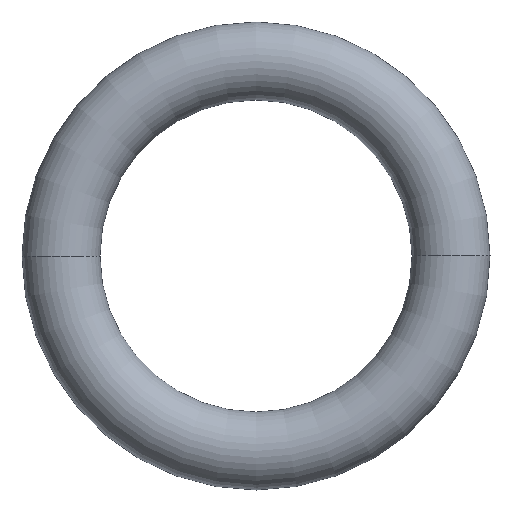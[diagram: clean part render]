
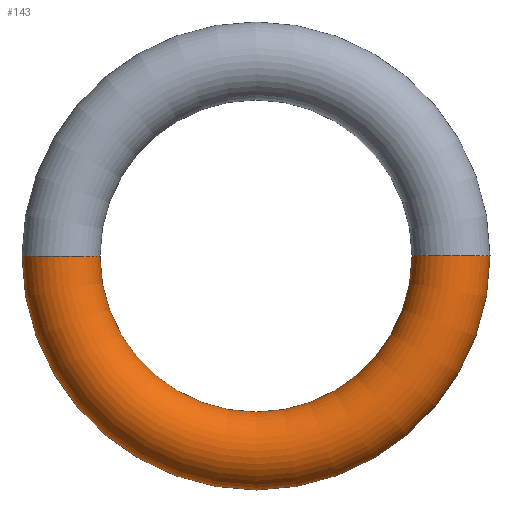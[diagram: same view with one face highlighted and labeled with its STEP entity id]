
A CAD part, left-side view. The second image highlights one B-rep face of the part: STEP entity #143.
In plain terms, the highlighted toroidal (fillet/blend) face has major radius 5 mm and minor radius 1 mm.
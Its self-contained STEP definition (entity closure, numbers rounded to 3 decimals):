
#4 = EDGE_CURVE ( 'NONE', #75, #118, #51, .T. ) ;
#21 = CARTESIAN_POINT ( 'NONE',  ( -9., -4., 0. ) ) ;
#23 = TOROIDAL_SURFACE ( 'NONE', #110, 5., 1. ) ;
#33 = CARTESIAN_POINT ( 'NONE',  ( -9., 6., 0. ) ) ;
#36 = AXIS2_PLACEMENT_3D ( 'NONE', #48, #182, #102 ) ;
#37 = EDGE_CURVE ( 'NONE', #118, #186, #44, .T. ) ;
#44 = CIRCLE ( 'NONE', #73, 6. ) ;
#46 = EDGE_CURVE ( 'NONE', #75, #169, #151, .T. ) ;
#47 = DIRECTION ( 'NONE',  ( 0., 0., 1. ) ) ;
#48 = CARTESIAN_POINT ( 'NONE',  ( -9., 5., 0. ) ) ;
#51 = CIRCLE ( 'NONE', #162, 1. ) ;
#56 = CIRCLE ( 'NONE', #36, 1. ) ;
#59 = DIRECTION ( 'NONE',  ( 0., 1., 0. ) ) ;
#67 = DIRECTION ( 'NONE',  ( 1., 0., 0. ) ) ;
#68 = EDGE_CURVE ( 'NONE', #169, #186, #56, .T. ) ;
#70 = DIRECTION ( 'NONE',  ( 1., 0., 0. ) ) ;
#72 = CARTESIAN_POINT ( 'NONE',  ( -9., 0., 0. ) ) ;
#73 = AXIS2_PLACEMENT_3D ( 'NONE', #168, #67, #59 ) ;
#75 = VERTEX_POINT ( 'NONE', #21 ) ;
#77 = ORIENTED_EDGE ( 'NONE', *, *, #4, .F. ) ;
#87 = CARTESIAN_POINT ( 'NONE',  ( -9., -5., 0. ) ) ;
#89 = DIRECTION ( 'NONE',  ( 0., 1., 0. ) ) ;
#94 = ORIENTED_EDGE ( 'NONE', *, *, #68, .T. ) ;
#101 = CARTESIAN_POINT ( 'NONE',  ( -9., -6., 0. ) ) ;
#102 = DIRECTION ( 'NONE',  ( -1., 0., 0. ) ) ;
#103 = CARTESIAN_POINT ( 'NONE',  ( -9., 4., 0. ) ) ;
#110 = AXIS2_PLACEMENT_3D ( 'NONE', #148, #119, #167 ) ;
#118 = VERTEX_POINT ( 'NONE', #101 ) ;
#119 = DIRECTION ( 'NONE',  ( 1., 0., 0. ) ) ;
#126 = EDGE_LOOP ( 'NONE', ( #155, #77, #141, #94 ) ) ;
#141 = ORIENTED_EDGE ( 'NONE', *, *, #46, .T. ) ;
#143 = ADVANCED_FACE ( 'NONE', ( #183 ), #23, .T. ) ;
#147 = DIRECTION ( 'NONE',  ( 0., -1., 0. ) ) ;
#148 = CARTESIAN_POINT ( 'NONE',  ( -9., 0., 0. ) ) ;
#151 = CIRCLE ( 'NONE', #189, 4. ) ;
#155 = ORIENTED_EDGE ( 'NONE', *, *, #37, .F. ) ;
#162 = AXIS2_PLACEMENT_3D ( 'NONE', #87, #47, #147 ) ;
#167 = DIRECTION ( 'NONE',  ( 0., 1., 0. ) ) ;
#168 = CARTESIAN_POINT ( 'NONE',  ( -9., 0., 0. ) ) ;
#169 = VERTEX_POINT ( 'NONE', #103 ) ;
#182 = DIRECTION ( 'NONE',  ( 0., 0., -1. ) ) ;
#183 = FACE_OUTER_BOUND ( 'NONE', #126, .T. ) ;
#186 = VERTEX_POINT ( 'NONE', #33 ) ;
#189 = AXIS2_PLACEMENT_3D ( 'NONE', #72, #70, #89 ) ;
